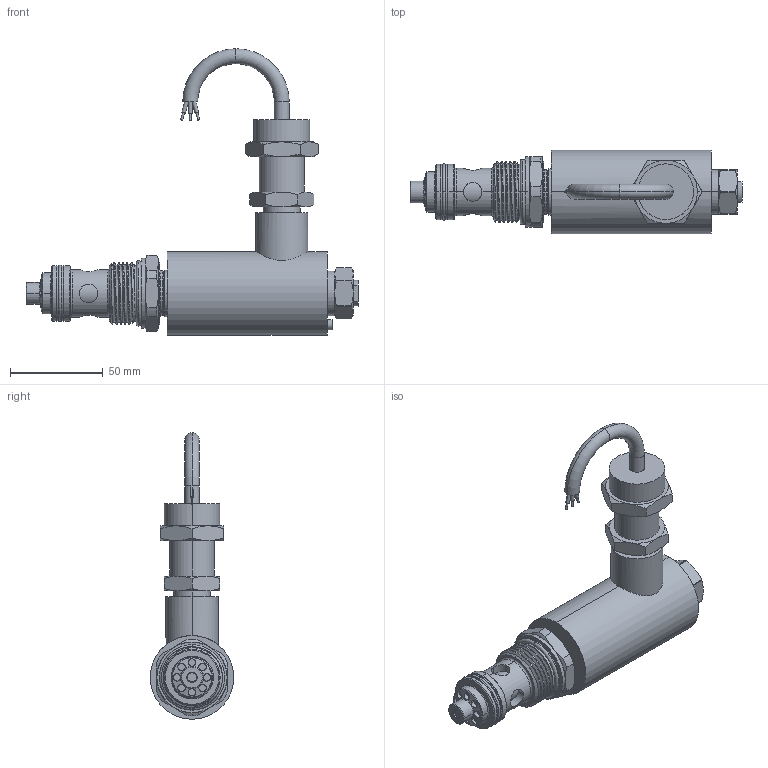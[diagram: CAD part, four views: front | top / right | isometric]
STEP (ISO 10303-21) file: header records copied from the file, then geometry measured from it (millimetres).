
FILE_DESCRIPTION (( 'STEP AP203' ), '1' );
FILE_NAME ('EP21E2E.STEP', '2020-04-08T05:25:02', ( '' ), ( '' ), 'SwSTEP 2.0', 'SolidWorks 2018', '' );
FILE_SCHEMA (( 'CONFIG_CONTROL_DESIGN' ));
Length unit declared in the file: millimetre
Products named in the file (1): EP21E2E
Bounding box: 178.55 x 45 x 154.07 mm (x, y, z)
Volume: 240354.3 mm3; surface area: 39362.2 mm2
Topology: 2 solids, 2 shells, 304 faces, 701 edges, 433 vertices
Faces by surface type: cylinder 118, cone 82, plane 76, torus 26, bspline 2
Entity records: 13731 total; most frequent: CARTESIAN_POINT 6906, DIRECTION 1432, ORIENTED_EDGE 1402, EDGE_CURVE 701, AXIS2_PLACEMENT_3D 617, VERTEX_POINT 433, EDGE_LOOP 338, CIRCLE 314
